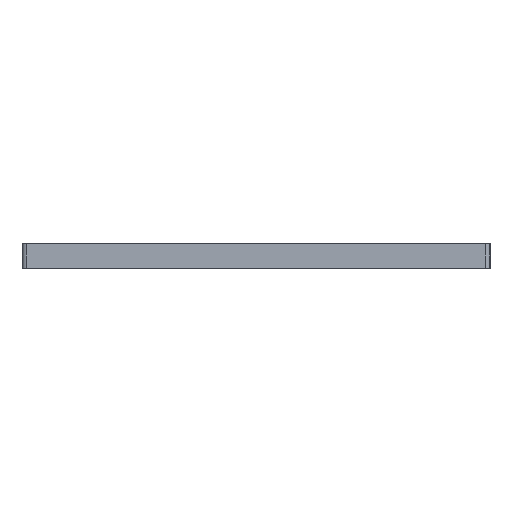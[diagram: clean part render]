
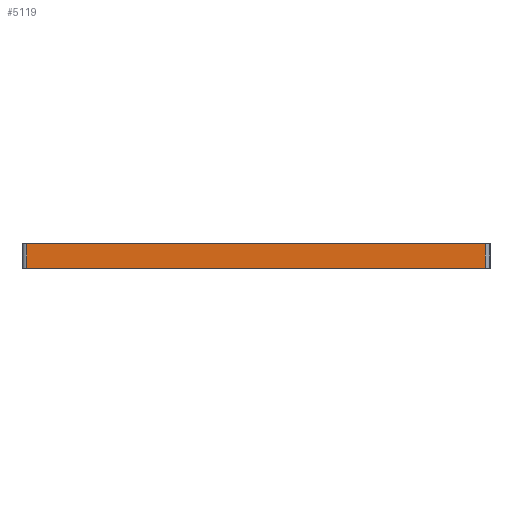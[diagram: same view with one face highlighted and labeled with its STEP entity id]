
A CAD part, left-side view. The second image highlights one B-rep face of the part: STEP entity #5119.
In plain terms, the highlighted planar face has unit normal (-1, 0, 0).
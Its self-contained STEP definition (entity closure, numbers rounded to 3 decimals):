
#4008=CARTESIAN_POINT('',(-10.,93.0,10.0));
#4009=VERTEX_POINT('',#4008);
#4017=CARTESIAN_POINT('',(-10.,-93.0,10.0));
#4018=VERTEX_POINT('',#4017);
#4019=CARTESIAN_POINT('',(-10.,93.0,10.0));
#4020=DIRECTION('',(0.0,-1.0,0.0));
#4021=VECTOR('',#4020,186.0);
#4022=LINE('',#4019,#4021);
#4023=EDGE_CURVE('',#4009,#4018,#4022,.T.);
#4943=CARTESIAN_POINT('',(-10.,-93.0,0.0));
#4944=VERTEX_POINT('',#4943);
#4945=CARTESIAN_POINT('',(-10.,-93.0,10.0));
#4946=DIRECTION('',(0.0,0.0,-1.0));
#4947=VECTOR('',#4946,10.0);
#4948=LINE('',#4945,#4947);
#4949=EDGE_CURVE('',#4018,#4944,#4948,.T.);
#5054=CARTESIAN_POINT('',(-10.,93.0,0.0));
#5055=VERTEX_POINT('',#5054);
#5056=CARTESIAN_POINT('',(-10.,-93.0,0.0));
#5057=DIRECTION('',(0.0,1.0,0.0));
#5058=VECTOR('',#5057,186.0);
#5059=LINE('',#5056,#5058);
#5060=EDGE_CURVE('',#4944,#5055,#5059,.T.);
#5103=CARTESIAN_POINT('',(-10.,95.0,0.0));
#5104=DIRECTION('',(-1.0,0.0,0.0));
#5105=DIRECTION('',(0.0,-1.0,0.0));
#5106=AXIS2_PLACEMENT_3D('',#5103,#5104,#5105);
#5107=PLANE('',#5106);
#5108=ORIENTED_EDGE('',*,*,#4949,.F.);
#5109=ORIENTED_EDGE('',*,*,#4023,.F.);
#5110=CARTESIAN_POINT('',(-10.,93.0,0.0));
#5111=DIRECTION('',(0.0,0.0,1.0));
#5112=VECTOR('',#5111,10.0);
#5113=LINE('',#5110,#5112);
#5114=EDGE_CURVE('',#5055,#4009,#5113,.T.);
#5115=ORIENTED_EDGE('',*,*,#5114,.F.);
#5116=ORIENTED_EDGE('',*,*,#5060,.F.);
#5117=EDGE_LOOP('',(#5108,#5109,#5115,#5116));
#5118=FACE_OUTER_BOUND('',#5117,.T.);
#5119=ADVANCED_FACE('',(#5118),#5107,.T.);
